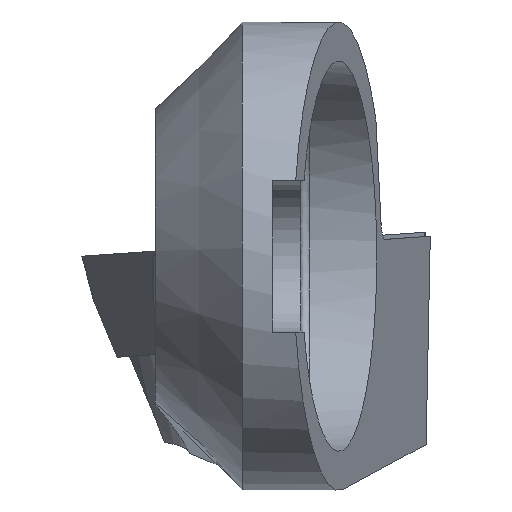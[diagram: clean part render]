
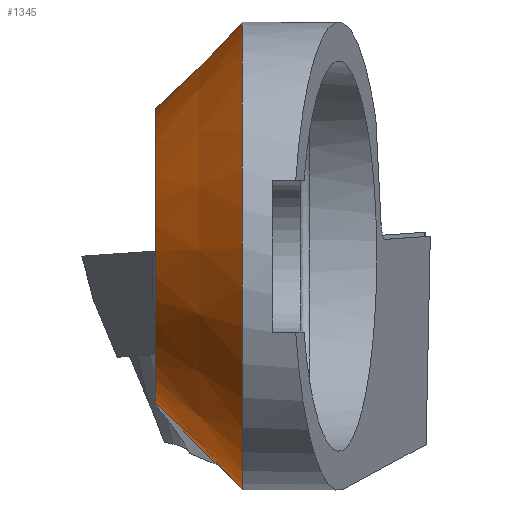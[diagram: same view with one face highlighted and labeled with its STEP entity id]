
A CAD part, front view. The second image highlights one B-rep face of the part: STEP entity #1345.
In plain terms, the highlighted conical face has half-angle 45 degrees and reference radius 5.4 mm.
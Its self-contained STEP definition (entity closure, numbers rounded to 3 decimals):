
#37=CONICAL_SURFACE('',#1537,5.4,0.785);
#167=FACE_OUTER_BOUND('',#248,.T.);
#248=EDGE_LOOP('',(#1060,#1061,#1062,#1063));
#302=CIRCLE('',#1486,3.4);
#308=CIRCLE('',#1499,5.4);
#415=LINE('',#2361,#507);
#416=LINE('',#2362,#508);
#507=VECTOR('',#1833,1000.);
#508=VECTOR('',#1834,1000.);
#571=VERTEX_POINT('',#2186);
#572=VERTEX_POINT('',#2187);
#579=VERTEX_POINT('',#2204);
#590=VERTEX_POINT('',#2232);
#710=EDGE_CURVE('',#571,#572,#302,.T.);
#733=EDGE_CURVE('',#579,#590,#308,.T.);
#783=EDGE_CURVE('',#579,#571,#415,.T.);
#784=EDGE_CURVE('',#590,#572,#416,.T.);
#1060=ORIENTED_EDGE('',*,*,#783,.F.);
#1061=ORIENTED_EDGE('',*,*,#733,.T.);
#1062=ORIENTED_EDGE('',*,*,#784,.T.);
#1063=ORIENTED_EDGE('',*,*,#710,.F.);
#1345=ADVANCED_FACE('',(#167),#37,.T.);
#1486=AXIS2_PLACEMENT_3D('',#2188,#1689,#1690);
#1499=AXIS2_PLACEMENT_3D('',#2240,#1726,#1727);
#1537=AXIS2_PLACEMENT_3D('',#2360,#1831,#1832);
#1689=DIRECTION('center_axis',(-1.,0.,0.));
#1690=DIRECTION('ref_axis',(0.,1.,0.));
#1726=DIRECTION('center_axis',(-1.,0.,0.));
#1727=DIRECTION('ref_axis',(0.,-1.,0.));
#1831=DIRECTION('center_axis',(1.,0.,0.));
#1832=DIRECTION('ref_axis',(0.,-0.93,0.368));
#1833=DIRECTION('',(-0.707,-0.074,0.703));
#1834=DIRECTION('',(-0.707,-0.535,-0.462));
#2186=CARTESIAN_POINT('',(-3.35,0.355,-3.381));
#2187=CARTESIAN_POINT('',(-3.35,2.573,2.223));
#2188=CARTESIAN_POINT('Origin',(-3.35,0.,0.));
#2204=CARTESIAN_POINT('',(-1.35,0.564,-5.37));
#2232=CARTESIAN_POINT('',(-1.35,4.086,3.53));
#2240=CARTESIAN_POINT('Origin',(-1.35,0.,0.));
#2360=CARTESIAN_POINT('Origin',(-1.35,0.,0.));
#2361=CARTESIAN_POINT('',(-5.5,0.131,-1.243));
#2362=CARTESIAN_POINT('',(-3.35,2.573,2.223));
